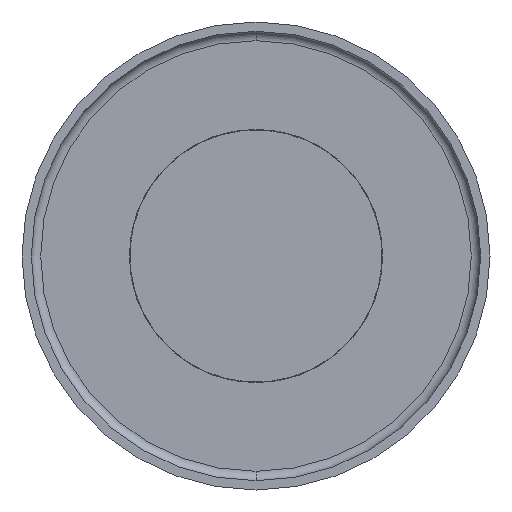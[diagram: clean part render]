
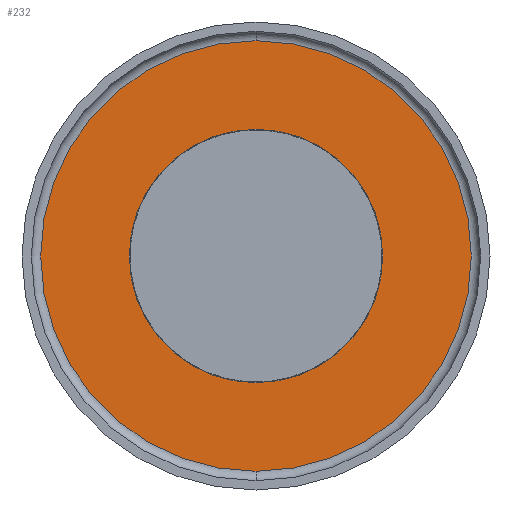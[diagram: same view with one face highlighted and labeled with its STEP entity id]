
A CAD part, front view. The second image highlights one B-rep face of the part: STEP entity #232.
In plain terms, the highlighted planar face has unit normal (0, -1, 0).
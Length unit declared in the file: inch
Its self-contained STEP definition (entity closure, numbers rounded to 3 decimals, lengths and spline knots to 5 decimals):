
#15 = ORIENTED_EDGE ( 'NONE', *, *, #724, .T. ) ;
#18 = DIRECTION ( 'NONE',  ( 0., 0., -1. ) ) ;
#23 = DIRECTION ( 'NONE',  ( 0., 0., -1. ) ) ;
#32 = AXIS2_PLACEMENT_3D ( 'NONE', #116, #413, #23 ) ;
#42 = AXIS2_PLACEMENT_3D ( 'NONE', #421, #65, #170 ) ;
#65 = DIRECTION ( 'NONE',  ( 0., -1., 0. ) ) ;
#70 = FACE_OUTER_BOUND ( 'NONE', #640, .T. ) ;
#75 = FACE_BOUND ( 'NONE', #578, .T. ) ;
#116 = CARTESIAN_POINT ( 'NONE',  ( 0., 0.398, 0. ) ) ;
#150 = CIRCLE ( 'NONE', #42, 0.406 ) ;
#155 = EDGE_CURVE ( 'NONE', #667, #592, #660, .T. ) ;
#170 = DIRECTION ( 'NONE',  ( 0., 0., -1. ) ) ;
#197 = DIRECTION ( 'NONE',  ( 0., 0., -1. ) ) ;
#232 = ADVANCED_FACE ( 'NONE', ( #70, #75 ), #300, .T. ) ;
#268 = CARTESIAN_POINT ( 'NONE',  ( 0., 0.398, -0.406 ) ) ;
#297 = DIRECTION ( 'NONE',  ( 0., -1., 0. ) ) ;
#300 = PLANE ( 'NONE',  #385 ) ;
#302 = AXIS2_PLACEMENT_3D ( 'NONE', #440, #715, #197 ) ;
#337 = AXIS2_PLACEMENT_3D ( 'NONE', #564, #499, #341 ) ;
#341 = DIRECTION ( 'NONE',  ( 0., 0., -1. ) ) ;
#344 = ORIENTED_EDGE ( 'NONE', *, *, #155, .F. ) ;
#385 = AXIS2_PLACEMENT_3D ( 'NONE', #522, #297, #18 ) ;
#403 = VERTEX_POINT ( 'NONE', #729 ) ;
#413 = DIRECTION ( 'NONE',  ( 0., -1., 0. ) ) ;
#417 = EDGE_CURVE ( 'NONE', #506, #403, #559, .T. ) ;
#418 = ORIENTED_EDGE ( 'NONE', *, *, #524, .F. ) ;
#421 = CARTESIAN_POINT ( 'NONE',  ( 0., 0.398, 0. ) ) ;
#440 = CARTESIAN_POINT ( 'NONE',  ( 0., 0.398, 0. ) ) ;
#499 = DIRECTION ( 'NONE',  ( 0., -1., 0. ) ) ;
#506 = VERTEX_POINT ( 'NONE', #689 ) ;
#522 = CARTESIAN_POINT ( 'NONE',  ( 0.69, 0.398, 0. ) ) ;
#524 = EDGE_CURVE ( 'NONE', #592, #667, #150, .T. ) ;
#559 = CIRCLE ( 'NONE', #337, 0.69 ) ;
#564 = CARTESIAN_POINT ( 'NONE',  ( 0., 0.398, 0. ) ) ;
#578 = EDGE_LOOP ( 'NONE', ( #418, #344 ) ) ;
#592 = VERTEX_POINT ( 'NONE', #268 ) ;
#614 = CIRCLE ( 'NONE', #302, 0.69 ) ;
#620 = ORIENTED_EDGE ( 'NONE', *, *, #417, .T. ) ;
#640 = EDGE_LOOP ( 'NONE', ( #15, #620 ) ) ;
#660 = CIRCLE ( 'NONE', #32, 0.406 ) ;
#667 = VERTEX_POINT ( 'NONE', #706 ) ;
#689 = CARTESIAN_POINT ( 'NONE',  ( 0., 0.398, 0.69 ) ) ;
#706 = CARTESIAN_POINT ( 'NONE',  ( 0., 0.398, 0.406 ) ) ;
#715 = DIRECTION ( 'NONE',  ( 0., -1., 0. ) ) ;
#724 = EDGE_CURVE ( 'NONE', #403, #506, #614, .T. ) ;
#729 = CARTESIAN_POINT ( 'NONE',  ( 0., 0.398, -0.69 ) ) ;
